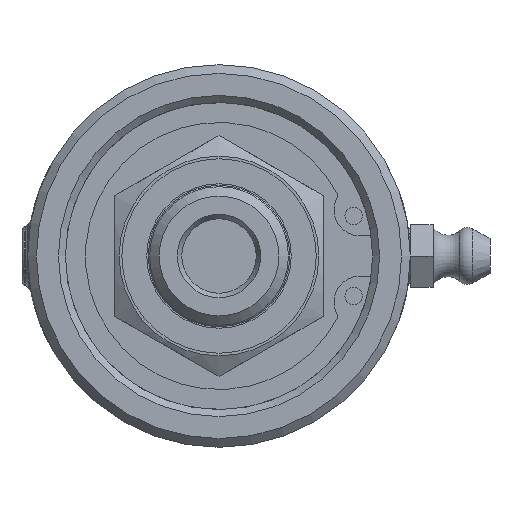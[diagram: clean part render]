
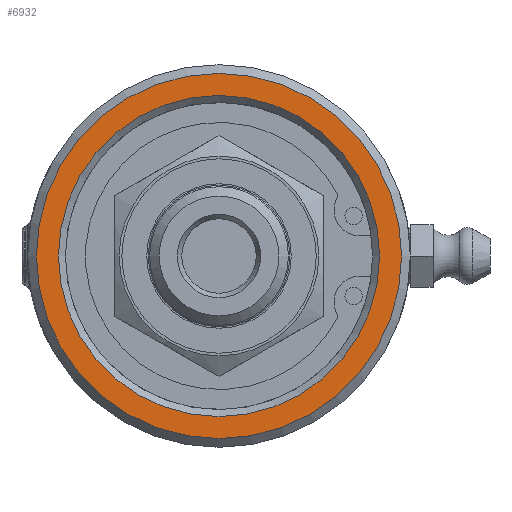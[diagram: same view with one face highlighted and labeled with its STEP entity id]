
A CAD part, left-side view. The second image highlights one B-rep face of the part: STEP entity #6932.
In plain terms, the highlighted planar face has unit normal (-1, 0, 0).
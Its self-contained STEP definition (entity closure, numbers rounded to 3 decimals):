
#79=FACE_BOUND('',#1416,.T.);
#543=PLANE('',#7471);
#983=FACE_OUTER_BOUND('',#1415,.T.);
#1415=EDGE_LOOP('',(#6461));
#1416=EDGE_LOOP('',(#6462));
#1682=CIRCLE('',#7470,18.34);
#1683=CIRCLE('',#7472,20.85);
#3450=VERTEX_POINT('',#49577);
#3451=VERTEX_POINT('',#49581);
#4465=EDGE_CURVE('',#3450,#3450,#1682,.T.);
#4466=EDGE_CURVE('',#3451,#3451,#1683,.T.);
#6461=ORIENTED_EDGE('',*,*,#4466,.F.);
#6462=ORIENTED_EDGE('',*,*,#4465,.F.);
#6932=ADVANCED_FACE('',(#983,#79),#543,.T.);
#7470=AXIS2_PLACEMENT_3D('',#49579,#8897,#8898);
#7471=AXIS2_PLACEMENT_3D('',#49580,#8899,#8900);
#7472=AXIS2_PLACEMENT_3D('',#49582,#8901,#8902);
#8897=DIRECTION('center_axis',(-1.,0.,0.));
#8898=DIRECTION('ref_axis',(0.,-1.,0.));
#8899=DIRECTION('center_axis',(-1.,0.,0.));
#8900=DIRECTION('ref_axis',(0.,0.,1.));
#8901=DIRECTION('center_axis',(1.,0.,0.));
#8902=DIRECTION('ref_axis',(0.,-1.,0.));
#49577=CARTESIAN_POINT('',(0.,18.34,0.));
#49579=CARTESIAN_POINT('Origin',(0.,0.,0.));
#49580=CARTESIAN_POINT('Origin',(0.,10.925,0.));
#49581=CARTESIAN_POINT('',(0.,20.85,0.));
#49582=CARTESIAN_POINT('Origin',(0.,0.,0.));
